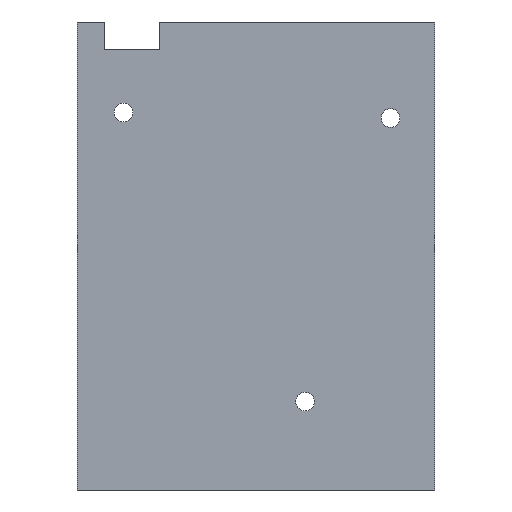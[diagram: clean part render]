
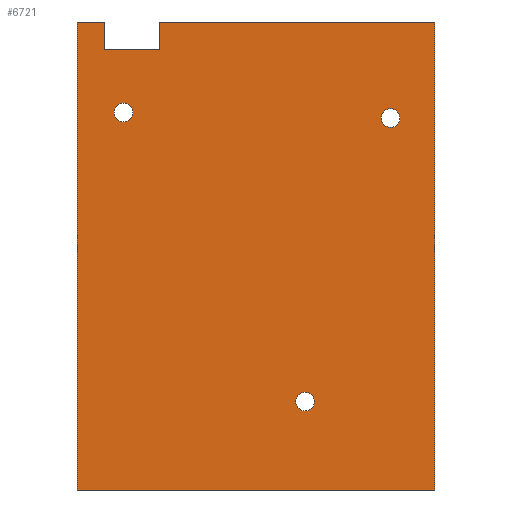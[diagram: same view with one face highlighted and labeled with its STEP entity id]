
A CAD part, front view. The second image highlights one B-rep face of the part: STEP entity #6721.
In plain terms, the highlighted planar face has unit normal (0, -1, 0).
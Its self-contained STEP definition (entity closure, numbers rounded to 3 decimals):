
#37=FACE_BOUND('',#1088,.T.);
#38=FACE_BOUND('',#1089,.T.);
#39=FACE_BOUND('',#1090,.T.);
#431=PLANE('',#7072);
#748=FACE_OUTER_BOUND('',#1087,.T.);
#1087=EDGE_LOOP('',(#5850,#5851,#5852,#5853,#5854,#5855,#5856,#5857));
#1088=EDGE_LOOP('',(#5858));
#1089=EDGE_LOOP('',(#5859));
#1090=EDGE_LOOP('',(#5860));
#2077=LINE('',#10479,#2980);
#2082=LINE('',#10489,#2985);
#2083=LINE('',#10491,#2986);
#2084=LINE('',#10493,#2987);
#2085=LINE('',#10495,#2988);
#2086=LINE('',#10497,#2989);
#2087=LINE('',#10498,#2990);
#2088=LINE('',#10499,#2991);
#2980=VECTOR('',#8619,10.);
#2985=VECTOR('',#8628,10.);
#2986=VECTOR('',#8629,10.);
#2987=VECTOR('',#8630,10.);
#2988=VECTOR('',#8631,10.);
#2989=VECTOR('',#8632,10.);
#2990=VECTOR('',#8633,10.);
#2991=VECTOR('',#8634,10.);
#3013=CIRCLE('',#6771,1.7);
#3014=CIRCLE('',#6773,1.7);
#3015=CIRCLE('',#6775,1.7);
#3117=VERTEX_POINT('',#8877);
#3118=VERTEX_POINT('',#8881);
#3119=VERTEX_POINT('',#8885);
#3626=VERTEX_POINT('',#10476);
#3627=VERTEX_POINT('',#10478);
#3629=VERTEX_POINT('',#10487);
#3630=VERTEX_POINT('',#10488);
#3631=VERTEX_POINT('',#10490);
#3632=VERTEX_POINT('',#10492);
#3633=VERTEX_POINT('',#10494);
#3634=VERTEX_POINT('',#10496);
#3740=EDGE_CURVE('',#3117,#3117,#3013,.T.);
#3742=EDGE_CURVE('',#3118,#3118,#3014,.T.);
#3744=EDGE_CURVE('',#3119,#3119,#3015,.T.);
#4538=EDGE_CURVE('',#3626,#3627,#2077,.T.);
#4543=EDGE_CURVE('',#3629,#3630,#2082,.T.);
#4544=EDGE_CURVE('',#3631,#3629,#2083,.T.);
#4545=EDGE_CURVE('',#3632,#3631,#2084,.T.);
#4546=EDGE_CURVE('',#3633,#3632,#2085,.T.);
#4547=EDGE_CURVE('',#3634,#3633,#2086,.T.);
#4548=EDGE_CURVE('',#3627,#3634,#2087,.T.);
#4549=EDGE_CURVE('',#3630,#3626,#2088,.T.);
#5850=ORIENTED_EDGE('',*,*,#4543,.F.);
#5851=ORIENTED_EDGE('',*,*,#4544,.F.);
#5852=ORIENTED_EDGE('',*,*,#4545,.F.);
#5853=ORIENTED_EDGE('',*,*,#4546,.F.);
#5854=ORIENTED_EDGE('',*,*,#4547,.F.);
#5855=ORIENTED_EDGE('',*,*,#4548,.F.);
#5856=ORIENTED_EDGE('',*,*,#4538,.F.);
#5857=ORIENTED_EDGE('',*,*,#4549,.F.);
#5858=ORIENTED_EDGE('',*,*,#3740,.T.);
#5859=ORIENTED_EDGE('',*,*,#3742,.T.);
#5860=ORIENTED_EDGE('',*,*,#3744,.T.);
#6721=ADVANCED_FACE('',(#748,#37,#38,#39),#431,.F.);
#6771=AXIS2_PLACEMENT_3D('',#8878,#7228,#7229);
#6773=AXIS2_PLACEMENT_3D('',#8882,#7233,#7234);
#6775=AXIS2_PLACEMENT_3D('',#8886,#7238,#7239);
#7072=AXIS2_PLACEMENT_3D('',#10486,#8626,#8627);
#7228=DIRECTION('center_axis',(0.,1.,0.));
#7229=DIRECTION('ref_axis',(1.,0.,0.));
#7233=DIRECTION('center_axis',(0.,1.,0.));
#7234=DIRECTION('ref_axis',(1.,0.,0.));
#7238=DIRECTION('center_axis',(0.,1.,0.));
#7239=DIRECTION('ref_axis',(1.,0.,0.));
#8619=DIRECTION('',(1.,0.,0.));
#8626=DIRECTION('center_axis',(0.,1.,0.));
#8627=DIRECTION('ref_axis',(0.,0.,-1.));
#8628=DIRECTION('',(1.,0.,0.));
#8629=DIRECTION('',(0.,0.,1.));
#8630=DIRECTION('',(-1.,0.,0.));
#8631=DIRECTION('',(0.,0.,-1.));
#8632=DIRECTION('',(1.,0.,0.));
#8633=DIRECTION('',(0.,0.,1.));
#8634=DIRECTION('',(0.,0.,-1.));
#8877=CARTESIAN_POINT('',(-9.77,-4.,67.55));
#8878=CARTESIAN_POINT('Origin',(-8.07,-4.,67.55));
#8881=CARTESIAN_POINT('',(-58.28,-4.,68.55));
#8882=CARTESIAN_POINT('Origin',(-56.58,-4.,68.55));
#8885=CARTESIAN_POINT('',(-25.28,-4.,16.05));
#8886=CARTESIAN_POINT('Origin',(-23.58,-4.,16.05));
#10476=CARTESIAN_POINT('',(-60.,-4.,80.));
#10478=CARTESIAN_POINT('',(-50.,-4.,80.));
#10479=CARTESIAN_POINT('',(-60.,-4.,80.));
#10486=CARTESIAN_POINT('Origin',(-32.5,-4.,42.5));
#10487=CARTESIAN_POINT('',(-65.,-4.,85.));
#10488=CARTESIAN_POINT('',(-60.,-4.,85.));
#10489=CARTESIAN_POINT('',(-65.,-4.,85.));
#10490=CARTESIAN_POINT('',(-65.,-4.,0.));
#10491=CARTESIAN_POINT('',(-65.,-4.,0.));
#10492=CARTESIAN_POINT('',(0.,-4.,0.));
#10493=CARTESIAN_POINT('',(0.,-4.,0.));
#10494=CARTESIAN_POINT('',(0.,-4.,85.));
#10495=CARTESIAN_POINT('',(0.,-4.,85.));
#10496=CARTESIAN_POINT('',(-50.,-4.,85.));
#10497=CARTESIAN_POINT('',(-65.,-4.,85.));
#10498=CARTESIAN_POINT('',(-50.,-4.,80.));
#10499=CARTESIAN_POINT('',(-60.,-4.,85.));
